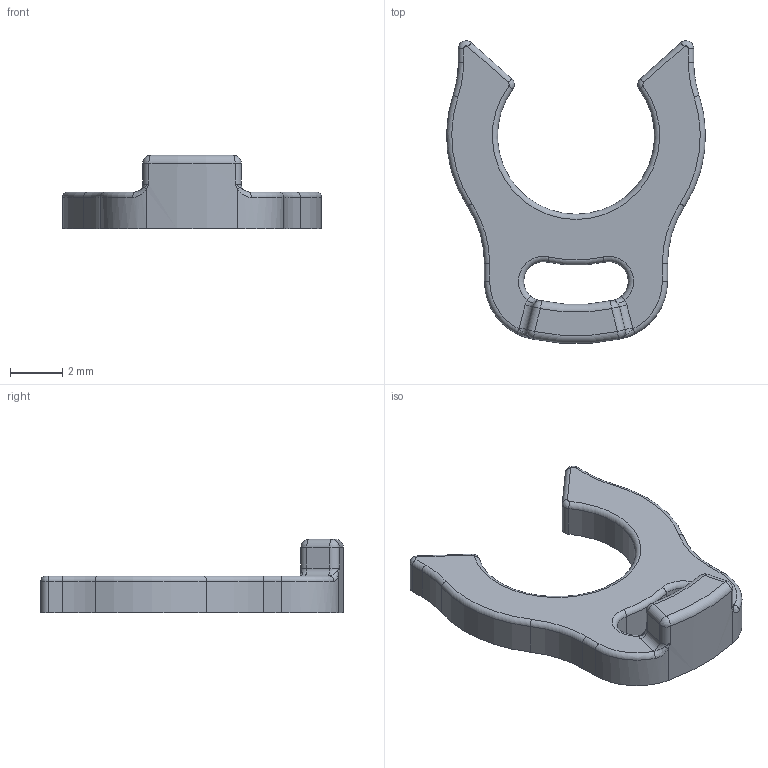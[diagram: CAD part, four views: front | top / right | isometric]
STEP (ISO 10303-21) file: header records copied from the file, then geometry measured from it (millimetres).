
FILE_DESCRIPTION(/* description */ ('STEP AP242','CAx-IF Rec.Pracs.---Representation and Presentation of Product Manufacturing Information (PMI)---4.0---2014-10-13','CAx-IF Rec.Pracs.---3D Tessellated Geometry---0.4---2014-09-14','2;1'),/* implementation_level */ '2;1');
FILE_NAME(/* name */ '6848e865258f687a56d3178d',/* time_stamp */ '2025-06-11T02:22:30Z',/* author */ (''),/* organization */ (''),/* preprocessor_version */ 'ST-DEVELOPER v20',/* originating_system */ 'ONSHAPE BY PTC INC, 1.199',/* authorisation */ ' ');
FILE_SCHEMA (('AP242_MANAGED_MODEL_BASED_3D_ENGINEERING_MIM_LF { 1 0 10303 442 1 1 4 }'));
Length unit declared in the file: millimetre
Products named in the file (1): PTFE Tube Clip
Bounding box: 9.9 x 11.56 x 2.8 mm (x, y, z)
Volume: 81 mm3; surface area: 194 mm2
Topology: 1 solids, 1 shells, 77 faces, 188 edges, 104 vertices
Faces by surface type: cylinder 32, torus 22, plane 11, bspline 8, sphere 4
Entity records: 2302 total; most frequent: CARTESIAN_POINT 506, DIRECTION 410, ORIENTED_EDGE 360, EDGE_CURVE 180, AXIS2_PLACEMENT_3D 176, CIRCLE 106, VERTEX_POINT 104, EDGE_LOOP 78
